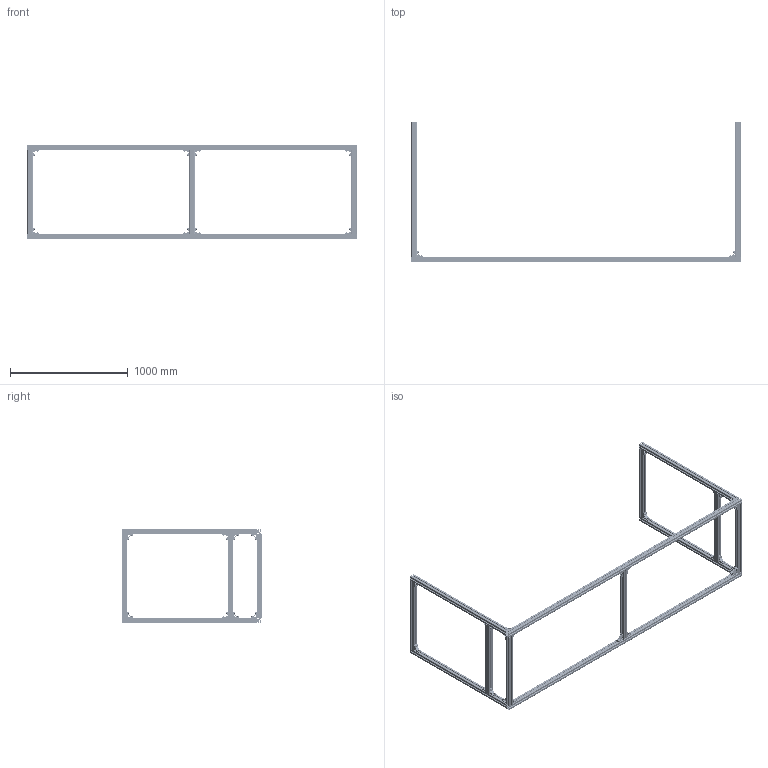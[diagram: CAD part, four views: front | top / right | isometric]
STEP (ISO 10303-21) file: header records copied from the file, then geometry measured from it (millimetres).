
FILE_DESCRIPTION(('CAx-IF Rec.Pracs.---Model Styling and Organization---1.2---2011-12-15','CAx-IF Rec.Pracs.---Geometric and Assembly Validation Properties---4.1---2014-06-16','CAx-IF Rec.Pracs.---PMI Polyline Presentation---2.0---2013-05-24'),'2;1');
FILE_NAME('1208.stp','2021-12-08T06:12:58+09:00',(''),(''),'STEP Interface 2017 Sp2 by CT CoreTechnologie','3D_Kernel_IO2017 Sp2 by CT CoreTechnologie','');
FILE_SCHEMA(('AP203_CONFIGURATION_CONTROLLED_3D_DESIGN_OF_MECHANICAL_PARTS_AND_ASSEMBLIES_MIM_LF'));
Length unit declared in the file: millimetre
Products named in the file (35): 1208; EFSB8-4545-2800; EFSB8-4545-1150; HBKTSB8-SET(1); HBKTSB8; HNTT8-8; HCBMTB8-20; HBKTSB8-SET(2); EFSB8-4545-710; HBKTSB8-SET(3); HBKTSB8-SET(4); HBKTSB8-SET(5); HBKTSB8-SET(6); HBKTSB8-SET(7); HBKTSB8-SET(8); HBKTSB8-SET(9); HBKTSB8-SET(10); HBKTSB8-SET(11); HBKTSB8-SET(12); HBKTSB8-SET(13); HBKTSB8-SET(14); HBKTSB8-SET(15); HBKTSB8-SET(16); HBKTSB8-SET(17); HBKTSB8-SET(18); HBKTSB8-SET(19); HBKTSB8-SET(20); HBKTSB8-SET(21); HBKTSB8-SET(22); HBKTSB8-SET(23); HBKTSB8-SET(24); HBKTSB8-SET(25); HBKTSB8-SET(26); HBKTSB8-SET(27); HBKTSB8-SET(28)
Assembly tree (181 placements, depth 3):
  1208
    EFSB8-4545-2800  x2
    EFSB8-4545-1150  x4
    HBKTSB8-SET(1)
      HBKTSB8
      HNTT8-8  x2
      HCBMTB8-20  x2
    HBKTSB8-SET(2)
      HBKTSB8
      HNTT8-8  x2
      HCBMTB8-20  x2
    EFSB8-4545-710  x7
    HBKTSB8-SET(3)
      HBKTSB8
      HNTT8-8  x2
      HCBMTB8-20  x2
    HBKTSB8-SET(4)
      HBKTSB8
      HNTT8-8  x2
      HCBMTB8-20  x2
    HBKTSB8-SET(5)
      HBKTSB8
      HNTT8-8  x2
      HCBMTB8-20  x2
    HBKTSB8-SET(6)
      HBKTSB8
      HNTT8-8  x2
      HCBMTB8-20  x2
    HBKTSB8-SET(7)
      HBKTSB8
      HNTT8-8  x2
      HCBMTB8-20  x2
    HBKTSB8-SET(8)
      HBKTSB8
      HNTT8-8  x2
      HCBMTB8-20  x2
    HBKTSB8-SET(9)
      HBKTSB8
      HNTT8-8  x2
      HCBMTB8-20  x2
    HBKTSB8-SET(10)
      HBKTSB8
      HNTT8-8  x2
      HCBMTB8-20  x2
    HBKTSB8-SET(11)
      HBKTSB8
      HNTT8-8  x2
      HCBMTB8-20  x2
    HBKTSB8-SET(12)
      HBKTSB8
      HNTT8-8  x2
      HCBMTB8-20  x2
    HBKTSB8-SET(13)
      HBKTSB8
      HNTT8-8  x2
      HCBMTB8-20  x2
    HBKTSB8-SET(14)
      HBKTSB8
      HNTT8-8  x2
      HCBMTB8-20  x2
Bounding box: 2800 x 1195 x 800 mm (x, y, z)
Volume: 11841113.2 mm3; surface area: 9006034.8 mm2
Topology: 153 solids, 153 shells, 26142 faces, 63860 edges, 38136 vertices
Faces by surface type: plane 26142
Entity records: 44492 total; most frequent: CARTESIAN_POINT 7862, ORIENTED_EDGE 7666, DIRECTION 6865, VECTOR 3833, LINE 3833, EDGE_CURVE 3833, VERTEX_POINT 2513, AXIS2_PLACEMENT_3D 1516
